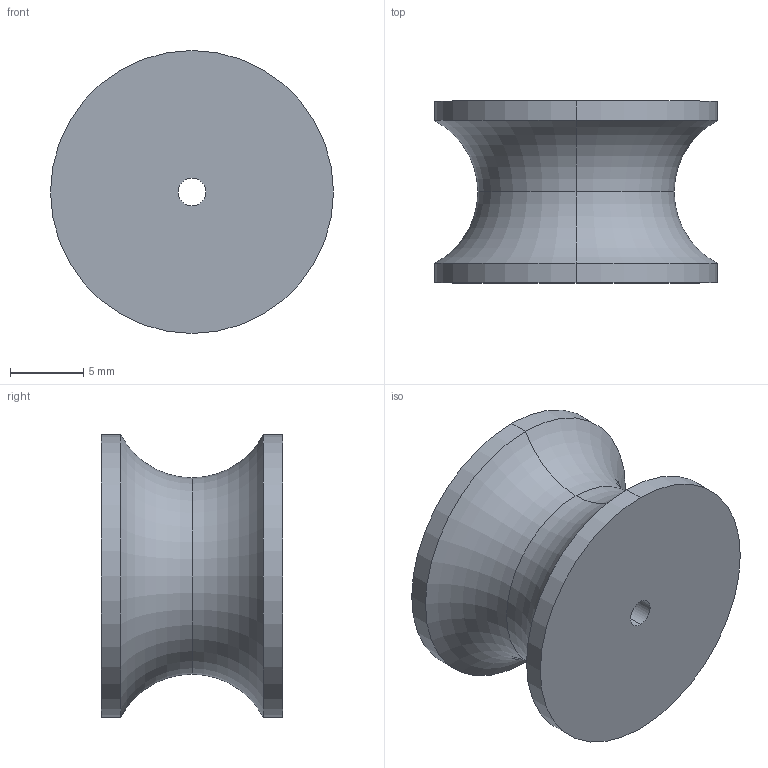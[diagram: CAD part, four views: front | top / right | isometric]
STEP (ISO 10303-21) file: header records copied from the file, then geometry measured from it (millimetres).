
FILE_DESCRIPTION (( 'STEP AP214' ), '1' );
FILE_NAME ('BB_Banshee_Ngale_19.8mm_Crush_V1.STEP', '2023-03-29T16:10:44', ( '' ), ( '' ), 'SwSTEP 2.0', 'SolidWorks 2020', '' );
FILE_SCHEMA (( 'AUTOMOTIVE_DESIGN' ));
Length unit declared in the file: millimetre
Products named in the file (1): BB_Banshee_Ngale_19.8mm_Crush_V1
Bounding box: 19.3 x 12.4 x 19.3 mm (x, y, z)
Volume: 2163.9 mm3; surface area: 1514.7 mm2
Topology: 1 solids, 1 shells, 305 faces, 847 edges, 562 vertices
Faces by surface type: bspline 155, plane 136, cylinder 8, torus 4, cone 2
Entity records: 13781 total; most frequent: CARTESIAN_POINT 6982, ORIENTED_EDGE 1694, DIRECTION 863, EDGE_CURVE 847, VERTEX_POINT 562, VECTOR 513, LINE 513, EDGE_LOOP 325
